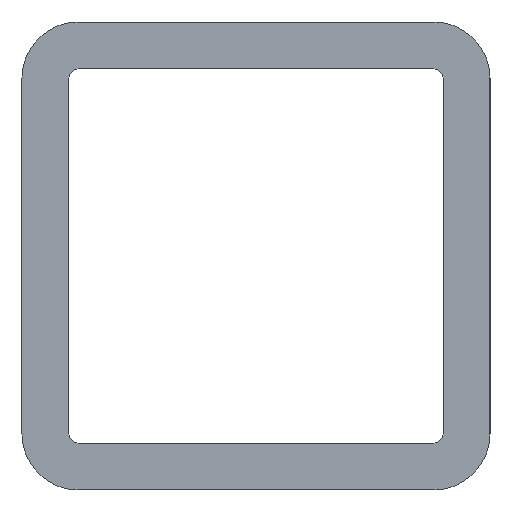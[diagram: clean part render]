
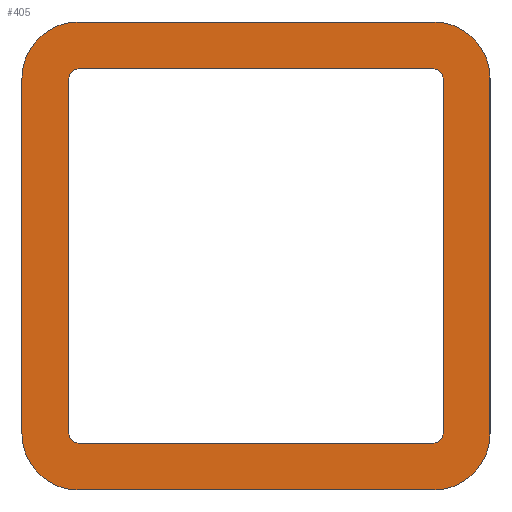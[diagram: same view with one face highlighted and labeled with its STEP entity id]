
A CAD part, left-side view. The second image highlights one B-rep face of the part: STEP entity #405.
In plain terms, the highlighted planar face has unit normal (-1, 0, 0).
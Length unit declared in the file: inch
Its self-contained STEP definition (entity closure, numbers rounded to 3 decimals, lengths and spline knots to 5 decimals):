
#27=FACE_BOUND('',#64,.T.);
#41=FACE_OUTER_BOUND('',#63,.T.);
#63=EDGE_LOOP('',(#283,#284,#285,#286,#287,#288,#289,#290));
#64=EDGE_LOOP('',(#291,#292,#293,#294,#295,#296,#297,#298));
#99=CIRCLE('',#436,0.15);
#100=CIRCLE('',#437,0.15);
#101=CIRCLE('',#438,0.15);
#102=CIRCLE('',#439,0.15);
#103=CIRCLE('',#440,0.025);
#104=CIRCLE('',#441,0.025);
#105=CIRCLE('',#442,0.025);
#106=CIRCLE('',#443,0.025);
#123=LINE('',#611,#155);
#124=LINE('',#615,#156);
#125=LINE('',#619,#157);
#126=LINE('',#623,#158);
#127=LINE('',#629,#159);
#128=LINE('',#633,#160);
#129=LINE('',#637,#161);
#130=LINE('',#640,#162);
#155=VECTOR('',#485,0.95);
#156=VECTOR('',#488,0.95);
#157=VECTOR('',#491,0.95);
#158=VECTOR('',#494,0.95);
#159=VECTOR('',#499,0.95);
#160=VECTOR('',#502,0.95);
#161=VECTOR('',#505,0.95);
#162=VECTOR('',#508,0.95);
#187=VERTEX_POINT('',#609);
#188=VERTEX_POINT('',#610);
#189=VERTEX_POINT('',#612);
#190=VERTEX_POINT('',#614);
#191=VERTEX_POINT('',#616);
#192=VERTEX_POINT('',#618);
#193=VERTEX_POINT('',#620);
#194=VERTEX_POINT('',#622);
#195=VERTEX_POINT('',#625);
#196=VERTEX_POINT('',#626);
#197=VERTEX_POINT('',#628);
#198=VERTEX_POINT('',#630);
#199=VERTEX_POINT('',#632);
#200=VERTEX_POINT('',#634);
#201=VERTEX_POINT('',#636);
#202=VERTEX_POINT('',#638);
#227=EDGE_CURVE('',#187,#188,#123,.T.);
#228=EDGE_CURVE('',#189,#188,#99,.T.);
#229=EDGE_CURVE('',#189,#190,#124,.T.);
#230=EDGE_CURVE('',#191,#190,#100,.T.);
#231=EDGE_CURVE('',#191,#192,#125,.T.);
#232=EDGE_CURVE('',#193,#192,#101,.T.);
#233=EDGE_CURVE('',#193,#194,#126,.T.);
#234=EDGE_CURVE('',#187,#194,#102,.T.);
#235=EDGE_CURVE('',#195,#196,#103,.T.);
#236=EDGE_CURVE('',#195,#197,#127,.T.);
#237=EDGE_CURVE('',#198,#197,#104,.T.);
#238=EDGE_CURVE('',#198,#199,#128,.T.);
#239=EDGE_CURVE('',#200,#199,#105,.T.);
#240=EDGE_CURVE('',#200,#201,#129,.T.);
#241=EDGE_CURVE('',#202,#201,#106,.T.);
#242=EDGE_CURVE('',#202,#196,#130,.T.);
#283=ORIENTED_EDGE('',*,*,#227,.T.);
#284=ORIENTED_EDGE('',*,*,#228,.F.);
#285=ORIENTED_EDGE('',*,*,#229,.T.);
#286=ORIENTED_EDGE('',*,*,#230,.F.);
#287=ORIENTED_EDGE('',*,*,#231,.T.);
#288=ORIENTED_EDGE('',*,*,#232,.F.);
#289=ORIENTED_EDGE('',*,*,#233,.T.);
#290=ORIENTED_EDGE('',*,*,#234,.F.);
#291=ORIENTED_EDGE('',*,*,#235,.F.);
#292=ORIENTED_EDGE('',*,*,#236,.T.);
#293=ORIENTED_EDGE('',*,*,#237,.F.);
#294=ORIENTED_EDGE('',*,*,#238,.T.);
#295=ORIENTED_EDGE('',*,*,#239,.F.);
#296=ORIENTED_EDGE('',*,*,#240,.T.);
#297=ORIENTED_EDGE('',*,*,#241,.F.);
#298=ORIENTED_EDGE('',*,*,#242,.T.);
#395=PLANE('',#435);
#405=ADVANCED_FACE('',(#41,#27),#395,.F.);
#435=AXIS2_PLACEMENT_3D('',#608,#483,#484);
#436=AXIS2_PLACEMENT_3D('',#613,#486,#487);
#437=AXIS2_PLACEMENT_3D('',#617,#489,#490);
#438=AXIS2_PLACEMENT_3D('',#621,#492,#493);
#439=AXIS2_PLACEMENT_3D('',#624,#495,#496);
#440=AXIS2_PLACEMENT_3D('',#627,#497,#498);
#441=AXIS2_PLACEMENT_3D('',#631,#500,#501);
#442=AXIS2_PLACEMENT_3D('',#635,#503,#504);
#443=AXIS2_PLACEMENT_3D('',#639,#506,#507);
#483=DIRECTION('center_axis',(1.,0.,0.));
#484=DIRECTION('ref_axis',(0.,-1.,0.));
#485=DIRECTION('',(0.,-1.,0.));
#486=DIRECTION('center_axis',(1.,0.,0.));
#487=DIRECTION('ref_axis',(0.,-1.,0.));
#488=DIRECTION('',(0.,0.,1.));
#489=DIRECTION('center_axis',(1.,0.,0.));
#490=DIRECTION('ref_axis',(0.,0.,1.));
#491=DIRECTION('',(0.,1.,0.));
#492=DIRECTION('center_axis',(1.,0.,0.));
#493=DIRECTION('ref_axis',(0.,1.,0.));
#494=DIRECTION('',(0.,0.,-1.));
#495=DIRECTION('center_axis',(1.,0.,0.));
#496=DIRECTION('ref_axis',(0.,0.,-1.));
#497=DIRECTION('center_axis',(-1.,0.,0.));
#498=DIRECTION('ref_axis',(0.,0.,-1.));
#499=DIRECTION('',(0.,1.,0.));
#500=DIRECTION('center_axis',(-1.,0.,0.));
#501=DIRECTION('ref_axis',(0.,1.,0.));
#502=DIRECTION('',(0.,0.,1.));
#503=DIRECTION('center_axis',(-1.,0.,0.));
#504=DIRECTION('ref_axis',(0.,0.,1.));
#505=DIRECTION('',(0.,-1.,0.));
#506=DIRECTION('center_axis',(-1.,0.,0.));
#507=DIRECTION('ref_axis',(0.,-1.,0.));
#508=DIRECTION('',(0.,0.,-1.));
#608=CARTESIAN_POINT('Origin',(-19.1875,0.,0.));
#609=CARTESIAN_POINT('',(-19.1875,1.1,0.));
#610=CARTESIAN_POINT('',(-19.1875,0.15,0.));
#611=CARTESIAN_POINT('',(-19.1875,1.1,0.));
#612=CARTESIAN_POINT('',(-19.1875,0.,0.15));
#613=CARTESIAN_POINT('Origin',(-19.1875,0.15,0.15));
#614=CARTESIAN_POINT('',(-19.1875,0.,1.1));
#615=CARTESIAN_POINT('',(-19.1875,0.,0.15));
#616=CARTESIAN_POINT('',(-19.1875,0.15,1.25));
#617=CARTESIAN_POINT('Origin',(-19.1875,0.15,1.1));
#618=CARTESIAN_POINT('',(-19.1875,1.1,1.25));
#619=CARTESIAN_POINT('',(-19.1875,0.15,1.25));
#620=CARTESIAN_POINT('',(-19.1875,1.25,1.1));
#621=CARTESIAN_POINT('Origin',(-19.1875,1.1,1.1));
#622=CARTESIAN_POINT('',(-19.1875,1.25,0.15));
#623=CARTESIAN_POINT('',(-19.1875,1.25,1.1));
#624=CARTESIAN_POINT('Origin',(-19.1875,1.1,0.15));
#625=CARTESIAN_POINT('',(-19.1875,0.15,0.125));
#626=CARTESIAN_POINT('',(-19.1875,0.125,0.15));
#627=CARTESIAN_POINT('Origin',(-19.1875,0.15,0.15));
#628=CARTESIAN_POINT('',(-19.1875,1.1,0.125));
#629=CARTESIAN_POINT('',(-19.1875,0.15,0.125));
#630=CARTESIAN_POINT('',(-19.1875,1.125,0.15));
#631=CARTESIAN_POINT('Origin',(-19.1875,1.1,0.15));
#632=CARTESIAN_POINT('',(-19.1875,1.125,1.1));
#633=CARTESIAN_POINT('',(-19.1875,1.125,0.15));
#634=CARTESIAN_POINT('',(-19.1875,1.1,1.125));
#635=CARTESIAN_POINT('Origin',(-19.1875,1.1,1.1));
#636=CARTESIAN_POINT('',(-19.1875,0.15,1.125));
#637=CARTESIAN_POINT('',(-19.1875,1.1,1.125));
#638=CARTESIAN_POINT('',(-19.1875,0.125,1.1));
#639=CARTESIAN_POINT('Origin',(-19.1875,0.15,1.1));
#640=CARTESIAN_POINT('',(-19.1875,0.125,1.1));
